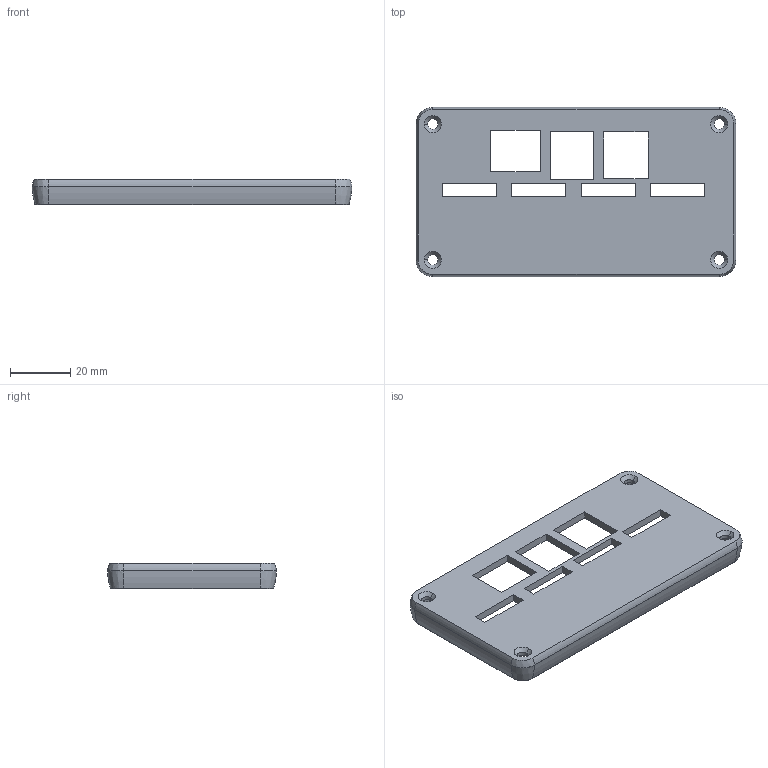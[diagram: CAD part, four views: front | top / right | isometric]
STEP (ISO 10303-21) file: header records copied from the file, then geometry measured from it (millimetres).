
FILE_DESCRIPTION(/* description */ ('Alibre Inc.'),/* implementation_level */ '2;1');
FILE_NAME(/* name */ 'export-5DE198BB-D234-41D6-A627-7E6DD815B02E',/* time_stamp */ '2019-10-06T12:25:46+02:00',/* author */ (''),/* organization */ (''),/* preprocessor_version */ 'ST-DEVELOPER v17',/* originating_system */ 'Alibre',/* authorisation */ '');
FILE_SCHEMA (('AUTOMOTIVE_DESIGN'));
Length unit declared in the file: millimetre
Bounding box: 106.13 x 56.13 x 8.5 mm (x, y, z)
Volume: 14043.5 mm3; surface area: 14769.7 mm2
Topology: 1 solids, 1 shells, 99 faces, 256 edges, 160 vertices
Faces by surface type: plane 35, cylinder 28, bspline 24, torus 12
Entity records: 3454 total; most frequent: CARTESIAN_POINT 1039, ORIENTED_EDGE 512, DIRECTION 463, EDGE_CURVE 256, AXIS2_PLACEMENT_3D 183, VERTEX_POINT 160, VECTOR 144, LINE 144
